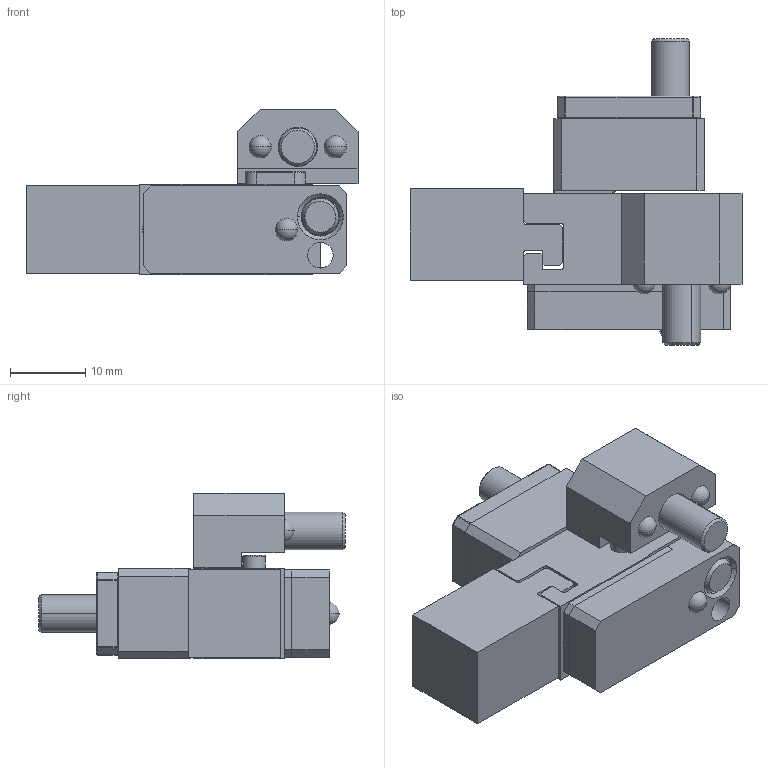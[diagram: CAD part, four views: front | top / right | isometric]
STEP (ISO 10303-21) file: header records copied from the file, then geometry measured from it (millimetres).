
FILE_DESCRIPTION (( 'STEP AP214' ), '1' );
FILE_NAME ('MS121503.STEP', '2023-12-14T10:24:09', ( '' ), ( '' ), 'SwSTEP 2.0', 'SolidWorks 2021', '' );
FILE_SCHEMA (( 'AUTOMOTIVE_DESIGN' ));
Length unit declared in the file: millimetre
Products named in the file (18): or-3x1.2; 9MS121503-A; 9MS000000-G; Bola_3; 9MS121503-D1; 9MS121503-T; Chaveta_3x8; 9MS121503-C; Iman D8x4; MS121503; Iman D4x1_5; 9MS121503-D2; 9MS121503-E; 9MS121503-B; Iman D4x2; 9MS121503-F1; Iman D5x3; Iman D6x4
Assembly tree (20 placements, depth 2):
  MS121503
    9MS121503-A
    9MS121503-D1
    9MS121503-D2
    Bola_3  x3
    or-3x1.2
    Iman D8x4
    Iman D6x4
    9MS121503-C
    9MS121503-E
    Chaveta_3x8
    9MS121503-F1
    9MS121503-T  x2
    9MS121503-B
    Iman D5x3
    Iman D4x2
    Iman D4x1_5
    9MS000000-G
Bounding box: 44.1 x 40.7 x 22 mm (x, y, z)
Volume: 11663.9 mm3; surface area: 9879.4 mm2
Topology: 20 solids, 20 shells, 728 faces, 1841 edges, 1164 vertices
Faces by surface type: plane 367, bspline 129, cylinder 118, torus 58, cone 34, sphere 22
Entity records: 30923 total; most frequent: CARTESIAN_POINT 10372, ORIENTED_EDGE 3496, DIRECTION 3014, EDGE_CURVE 1748, VERTEX_POINT 1118, VECTOR 1118, LINE 1118, AXIS2_PLACEMENT_3D 948
